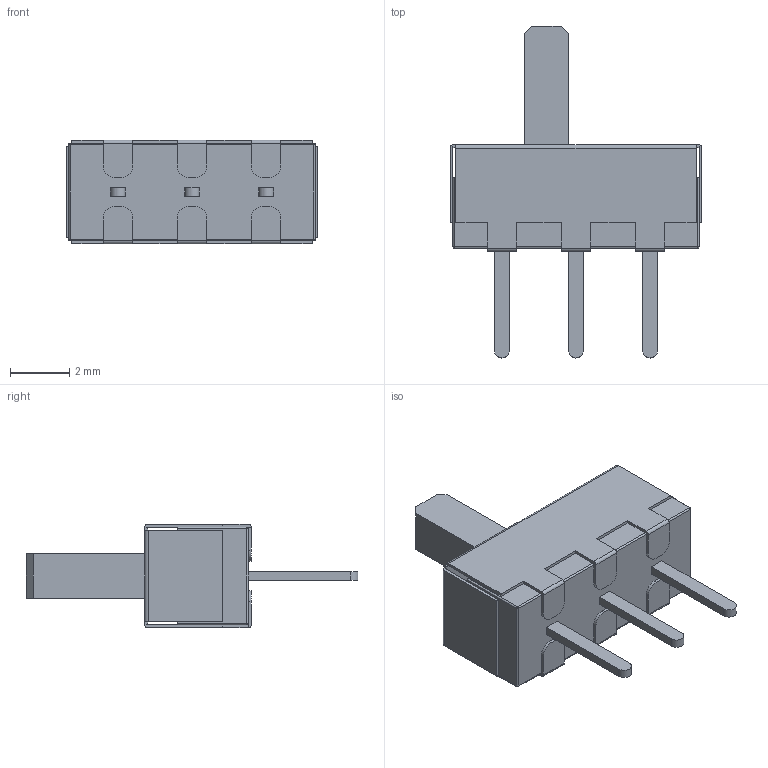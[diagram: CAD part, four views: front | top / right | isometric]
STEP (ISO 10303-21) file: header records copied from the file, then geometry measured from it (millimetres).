
FILE_DESCRIPTION(/* description */ (''),/* implementation_level */ '2;1');
FILE_NAME(/* name */ 'TJ3B_Core（電源スイッチ） v1.step',/* time_stamp */ '2022-09-04T15:56:42+09:00',/* author */ (''),/* organization */ (''),/* preprocessor_version */ 'ST-DEVELOPER v19',/* originating_system */ 'Autodesk Translation Framework v11.7.0.108',/* authorisation */ '');
FILE_SCHEMA (('AUTOMOTIVE_DESIGN { 1 0 10303 214 3 1 1 }'));
Length unit declared in the file: millimetre
Products named in the file (1): TJ3B_Core（電源スイッチ）
Bounding box: 8.5 x 11.2 x 3.5 mm (x, y, z)
Volume: 88.8 mm3; surface area: 357.9 mm2
Topology: 12 solids, 12 shells, 154 faces, 366 edges, 236 vertices
Faces by surface type: plane 117, cylinder 33, sphere 4
Entity records: 4435 total; most frequent: CARTESIAN_POINT 757, DIRECTION 746, ORIENTED_EDGE 732, EDGE_CURVE 366, LINE 296, VECTOR 296, VERTEX_POINT 236, AXIS2_PLACEMENT_3D 225
